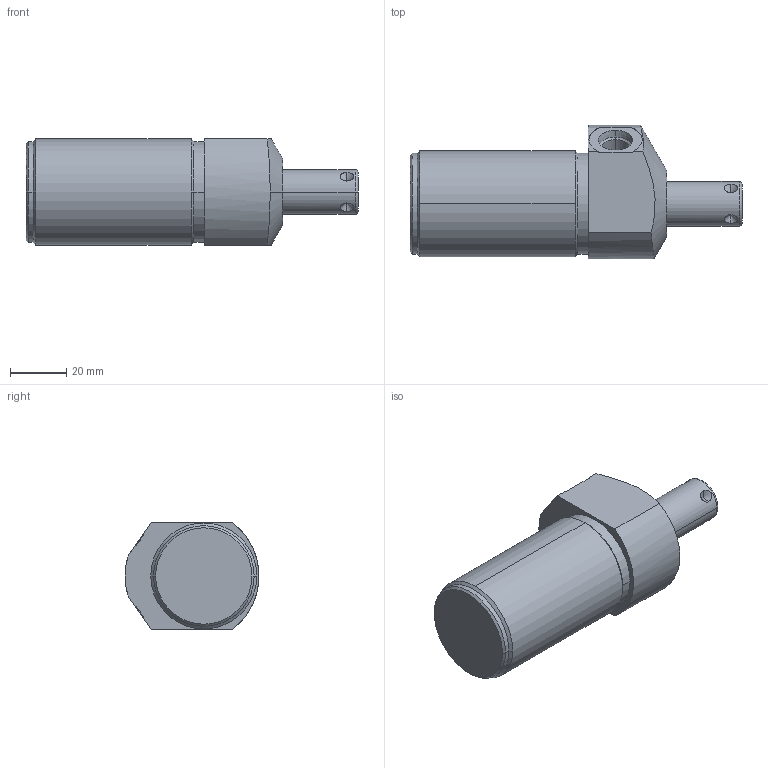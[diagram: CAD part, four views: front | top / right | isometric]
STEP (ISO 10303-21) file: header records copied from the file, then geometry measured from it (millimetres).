
FILE_DESCRIPTION((''),'2;1');
FILE_NAME('ILC15020901L','2021-06-02T',('Asawyer'),(''),'PRO/ENGINEER BY PARAMETRIC TECHNOLOGY CORPORATION, 2013320','PRO/ENGINEER BY PARAMETRIC TECHNOLOGY CORPORATION, 2013320','');
FILE_SCHEMA(('CONFIG_CONTROL_DESIGN'));
Length unit declared in the file: inch
Products named in the file (1): ILC15020901L
Bounding box: 118.14 x 47.62 x 37.85 mm (x, y, z)
Volume: 111497.7 mm3; surface area: 16918.2 mm2
Topology: 1 solids, 2 shells, 69 faces, 170 edges, 103 vertices
Faces by surface type: cone 26, cylinder 26, plane 15, torus 2
Entity records: 2204 total; most frequent: CARTESIAN_POINT 579, DIRECTION 336, ORIENTED_EDGE 316, EDGE_CURVE 160, AXIS2_PLACEMENT_3D 136, VERTEX_POINT 103, EDGE_LOOP 79, FACE_OUTER_BOUND 69
